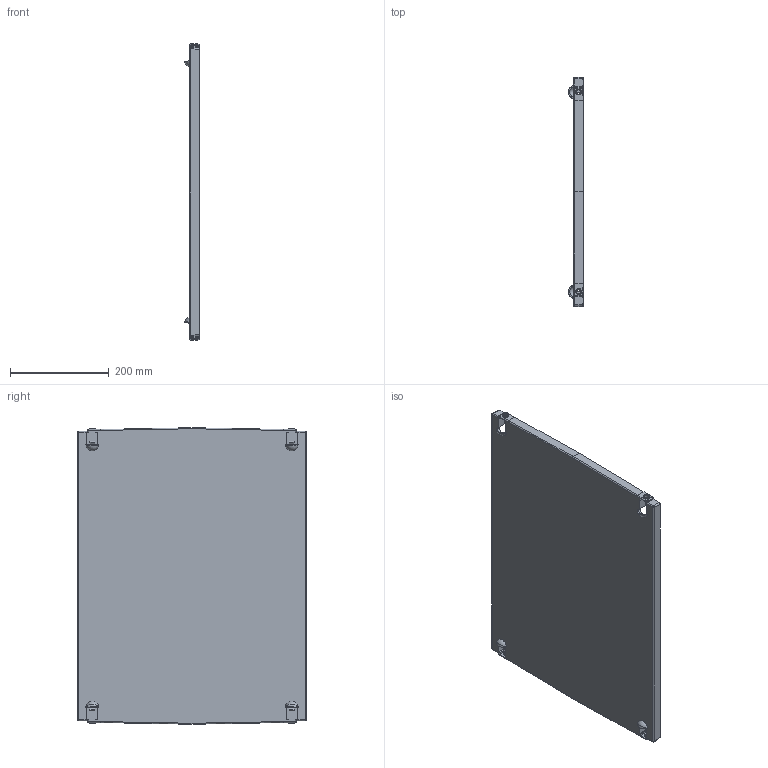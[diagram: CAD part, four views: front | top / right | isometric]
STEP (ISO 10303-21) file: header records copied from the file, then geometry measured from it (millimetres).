
FILE_DESCRIPTION((''),'2;1');
FILE_NAME('GW46417','2021-03-24T14:23:13',('User'),('Axiro Italia'),'CREO PARAMETRIC BY PTC INC, 2020354','CREO PARAMETRIC BY PTC INC, 2020354','');
FILE_SCHEMA(('CONFIG_CONTROL_DESIGN'));
Length unit declared in the file: millimetre
Products named in the file (1): GW46417
Bounding box: 30.35 x 464.86 x 601.86 mm (x, y, z)
Volume: 994496.5 mm3; surface area: 639299.7 mm2
Topology: 1 solids, 1 shells, 201 faces, 568 edges, 354 vertices
Faces by surface type: plane 131, cylinder 48, sphere 18, bspline 4
Entity records: 8000 total; most frequent: CARTESIAN_POINT 2913, ORIENTED_EDGE 1088, DIRECTION 966, EDGE_CURVE 544, VECTOR 416, LINE 416, VERTEX_POINT 354, AXIS2_PLACEMENT_3D 275
